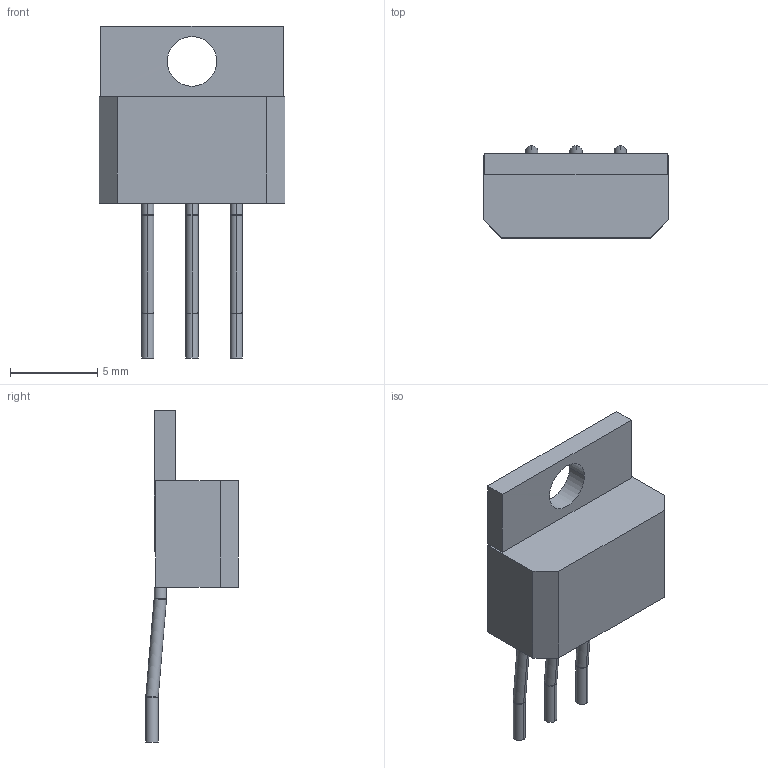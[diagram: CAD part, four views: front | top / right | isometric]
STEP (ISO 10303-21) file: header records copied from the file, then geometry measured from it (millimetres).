
FILE_DESCRIPTION(('STEP AP214'),'1');
FILE_NAME('TO-220_AB_MC_MCH','2024-02-28T10:42:46',(''),(''),'','','');
FILE_SCHEMA(('AUTOMOTIVE_DESIGN'));
Length unit declared in the file: millimetre
Products named in the file (1): product
Bounding box: 10.67 x 5.31 x 19.05 mm (x, y, z)
Volume: 358.3 mm3; surface area: 527.9 mm2
Topology: 5 solids, 5 shells, 58 faces, 118 edges, 70 vertices
Faces by surface type: plane 26, cylinder 20, torus 12
Entity records: 1645 total; most frequent: DIRECTION 288, ORIENTED_EDGE 236, CARTESIAN_POINT 155, EDGE_CURVE 118, AXIS2_PLACEMENT_3D 111, VERTEX_POINT 70, LINE 66, VECTOR 66
